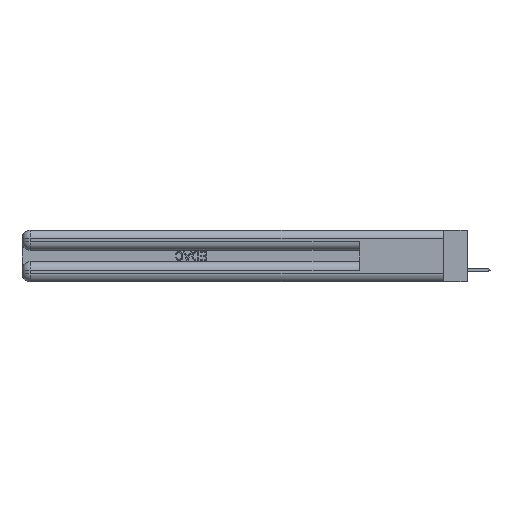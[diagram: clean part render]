
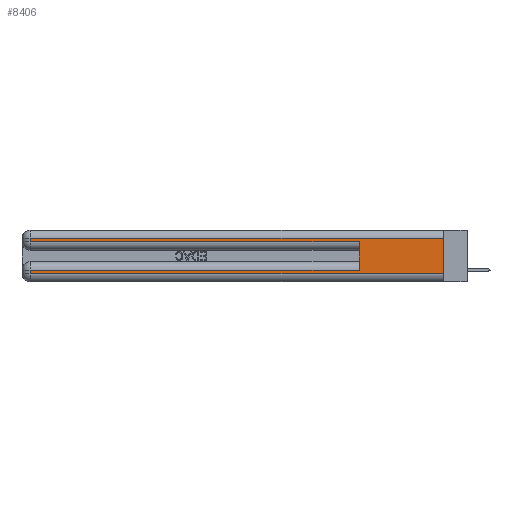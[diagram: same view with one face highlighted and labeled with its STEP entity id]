
A CAD part, left-side view. The second image highlights one B-rep face of the part: STEP entity #8406.
In plain terms, the highlighted planar face has unit normal (-1, 0, 0).
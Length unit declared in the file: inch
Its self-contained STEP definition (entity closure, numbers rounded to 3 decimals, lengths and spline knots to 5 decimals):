
#349 = VECTOR ( 'NONE', #39362, 39.37008 ) ;
#537 = ORIENTED_EDGE ( 'NONE', *, *, #39615, .T. ) ;
#576 = AXIS2_PLACEMENT_3D ( 'NONE', #22943, #1503, #4363 ) ;
#974 = LINE ( 'NONE', #14864, #38822 ) ;
#998 = CARTESIAN_POINT ( 'NONE',  ( 0., 0., 0.37 ) ) ;
#1219 = PLANE ( 'NONE',  #576 ) ;
#1503 = DIRECTION ( 'NONE',  ( 1., 0., 0. ) ) ;
#2102 = CARTESIAN_POINT ( 'NONE',  ( 0., 2.94, 0.37 ) ) ;
#2619 = EDGE_CURVE ( 'NONE', #21572, #12552, #974, .T. ) ;
#3933 = CARTESIAN_POINT ( 'NONE',  ( 0., 0., 0.06 ) ) ;
#4363 = DIRECTION ( 'NONE',  ( 0., 0., -1. ) ) ;
#6165 = FACE_OUTER_BOUND ( 'NONE', #12565, .T. ) ;
#6948 = EDGE_CURVE ( 'NONE', #20017, #10827, #17977, .T. ) ;
#7246 = CARTESIAN_POINT ( 'NONE',  ( 0., 0.6, 0.145 ) ) ;
#7346 = DIRECTION ( 'NONE',  ( 0., 1., 0. ) ) ;
#7901 = ORIENTED_EDGE ( 'NONE', *, *, #6948, .F. ) ;
#8406 = ADVANCED_FACE ( 'NONE', ( #6165 ), #1219, .F. ) ;
#9064 = EDGE_CURVE ( 'NONE', #9476, #10118, #16272, .T. ) ;
#9476 = VERTEX_POINT ( 'NONE', #16881 ) ;
#10118 = VERTEX_POINT ( 'NONE', #34233 ) ;
#10827 = VERTEX_POINT ( 'NONE', #3933 ) ;
#11127 = VECTOR ( 'NONE', #28949, 39.37008 ) ;
#11454 = DIRECTION ( 'NONE',  ( 0., 0., -1. ) ) ;
#12552 = VERTEX_POINT ( 'NONE', #24050 ) ;
#12565 = EDGE_LOOP ( 'NONE', ( #7901, #39919, #33684, #537, #24751, #33309, #17397, #30300 ) ) ;
#13194 = CARTESIAN_POINT ( 'NONE',  ( 0., 0., 0.31 ) ) ;
#14126 = CARTESIAN_POINT ( 'NONE',  ( 0., 0., 0.31 ) ) ;
#14506 = LINE ( 'NONE', #33196, #349 ) ;
#14521 = VECTOR ( 'NONE', #34058, 39.37008 ) ;
#14743 = DIRECTION ( 'NONE',  ( 0., 0., 1. ) ) ;
#14864 = CARTESIAN_POINT ( 'NONE',  ( 0., 2.94, 0.37 ) ) ;
#15358 = LINE ( 'NONE', #23713, #30891 ) ;
#16272 = LINE ( 'NONE', #2102, #17319 ) ;
#16622 = EDGE_CURVE ( 'NONE', #12552, #10827, #15358, .T. ) ;
#16881 = CARTESIAN_POINT ( 'NONE',  ( 0., 2.94, 0.31 ) ) ;
#17319 = VECTOR ( 'NONE', #23822, 39.37008 ) ;
#17397 = ORIENTED_EDGE ( 'NONE', *, *, #2619, .T. ) ;
#17697 = LINE ( 'NONE', #13194, #33182 ) ;
#17977 = LINE ( 'NONE', #998, #11127 ) ;
#19744 = EDGE_CURVE ( 'NONE', #32515, #21572, #26678, .T. ) ;
#20017 = VERTEX_POINT ( 'NONE', #14126 ) ;
#20087 = CARTESIAN_POINT ( 'NONE',  ( 0., 0.6, 0.285 ) ) ;
#20276 = LINE ( 'NONE', #7246, #39580 ) ;
#20471 = CARTESIAN_POINT ( 'NONE',  ( 0., 0.6, 0.085 ) ) ;
#21572 = VERTEX_POINT ( 'NONE', #38550 ) ;
#21697 = EDGE_CURVE ( 'NONE', #32515, #39415, #20276, .T. ) ;
#22943 = CARTESIAN_POINT ( 'NONE',  ( 0., 0., 0.37 ) ) ;
#23518 = EDGE_CURVE ( 'NONE', #20017, #9476, #17697, .T. ) ;
#23713 = CARTESIAN_POINT ( 'NONE',  ( 0., 0., 0.06 ) ) ;
#23822 = DIRECTION ( 'NONE',  ( 0., 0., -1. ) ) ;
#24050 = CARTESIAN_POINT ( 'NONE',  ( 0., 2.94, 0.06 ) ) ;
#24751 = ORIENTED_EDGE ( 'NONE', *, *, #21697, .F. ) ;
#26678 = LINE ( 'NONE', #27079, #14521 ) ;
#27079 = CARTESIAN_POINT ( 'NONE',  ( 0., 0., 0.085 ) ) ;
#28949 = DIRECTION ( 'NONE',  ( 0., 0., -1. ) ) ;
#30300 = ORIENTED_EDGE ( 'NONE', *, *, #16622, .T. ) ;
#30891 = VECTOR ( 'NONE', #33050, 39.37008 ) ;
#32515 = VERTEX_POINT ( 'NONE', #20471 ) ;
#33050 = DIRECTION ( 'NONE',  ( 0., -1., 0. ) ) ;
#33182 = VECTOR ( 'NONE', #7346, 39.37008 ) ;
#33196 = CARTESIAN_POINT ( 'NONE',  ( 0., 0., 0.285 ) ) ;
#33309 = ORIENTED_EDGE ( 'NONE', *, *, #19744, .T. ) ;
#33684 = ORIENTED_EDGE ( 'NONE', *, *, #9064, .T. ) ;
#34058 = DIRECTION ( 'NONE',  ( 0., 1., 0. ) ) ;
#34233 = CARTESIAN_POINT ( 'NONE',  ( 0., 2.94, 0.285 ) ) ;
#38550 = CARTESIAN_POINT ( 'NONE',  ( 0., 2.94, 0.085 ) ) ;
#38822 = VECTOR ( 'NONE', #11454, 39.37008 ) ;
#39362 = DIRECTION ( 'NONE',  ( 0., -1., 0. ) ) ;
#39415 = VERTEX_POINT ( 'NONE', #20087 ) ;
#39580 = VECTOR ( 'NONE', #14743, 39.37008 ) ;
#39615 = EDGE_CURVE ( 'NONE', #10118, #39415, #14506, .T. ) ;
#39919 = ORIENTED_EDGE ( 'NONE', *, *, #23518, .T. ) ;
